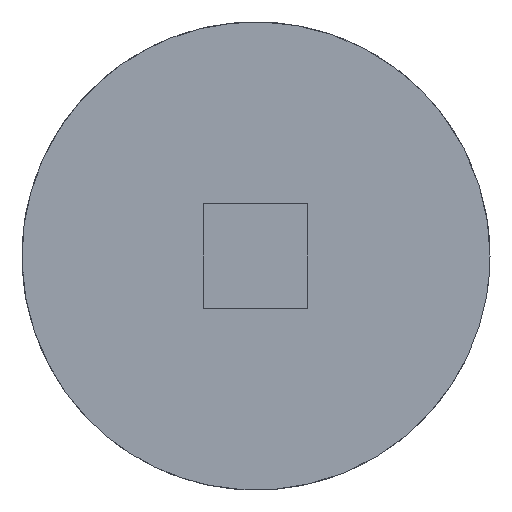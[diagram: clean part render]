
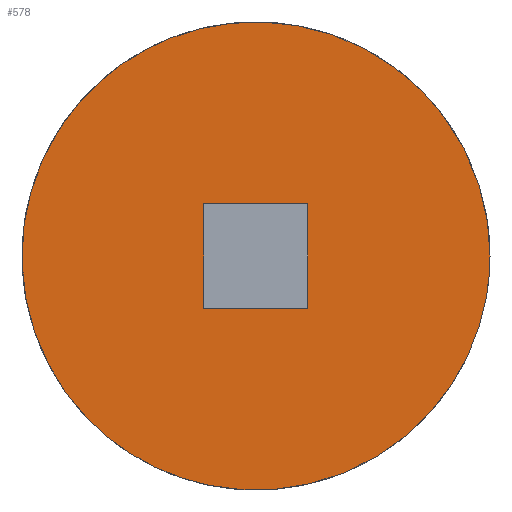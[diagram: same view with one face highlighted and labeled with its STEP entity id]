
A CAD part, front view. The second image highlights one B-rep face of the part: STEP entity #578.
In plain terms, the highlighted free-form (B-spline) face has degree [1, 1] with [2, 2] control points.
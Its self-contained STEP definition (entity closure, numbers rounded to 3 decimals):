
#54=CARTESIAN_POINT('V15',(3.915,61.803,
   -4.205));
#55=VERTEX_POINT('V15',#54);
#56=CARTESIAN_POINT('V16',(3.915,61.803,
   -5.205));
#57=VERTEX_POINT('V16',#56);
#58=CARTESIAN_POINT('E22',(3.915,61.803,
   -4.205));
#59=CARTESIAN_POINT('E22',(3.915,61.803,
   -5.205));
#60=QUASI_UNIFORM_CURVE('E22',1,(#58,#59),.POLYLINE_FORM.,.F.,.U.);
#61=EDGE_CURVE('E22',#55,#57,#60,.T.);
#90=CARTESIAN_POINT('V17',(2.915,61.803,
   -5.205));
#91=VERTEX_POINT('V17',#90);
#92=CARTESIAN_POINT('E23',(3.915,61.803,
   -5.205));
#93=CARTESIAN_POINT('E23',(2.915,61.803,
   -5.205));
#94=QUASI_UNIFORM_CURVE('E23',1,(#92,#93),.POLYLINE_FORM.,.F.,.U.);
#95=EDGE_CURVE('E23',#57,#91,#94,.T.);
#140=CARTESIAN_POINT('V14',(2.915,61.803,
   -4.205));
#141=VERTEX_POINT('V14',#140);
#142=CARTESIAN_POINT('E21',(2.915,61.803,
   -4.205));
#143=CARTESIAN_POINT('E21',(3.915,61.803,
   -4.205));
#144=QUASI_UNIFORM_CURVE('E21',1,(#142,#143),.POLYLINE_FORM.,.F.,.U.
   );
#145=EDGE_CURVE('E21',#141,#55,#144,.T.);
#531=CARTESIAN_POINT('V5',(5.665,61.803,
   -4.705));
#532=VERTEX_POINT('V5',#531);
#540=CARTESIAN_POINT('E10',(5.665,61.803,
   -4.705));
#541=CARTESIAN_POINT('E10',(5.665,61.803,
   -0.807));
#542=CARTESIAN_POINT('E10',(2.29,61.803,
   -2.756));
#543=CARTESIAN_POINT('E10',(-1.085,61.803,
   -4.705));
#544=CARTESIAN_POINT('E10',(2.29,61.803,
   -6.653));
#545=CARTESIAN_POINT('E10',(5.665,61.803,
   -8.602));
#546=CARTESIAN_POINT('E10',(5.665,61.803,
   -4.705));
#554=(BOUNDED_CURVE()B_SPLINE_CURVE(2,(#540,#541,#542,#543,#544,
   #545,#546),.CIRCULAR_ARC.,.T.,.U.)B_SPLINE_CURVE_WITH_KNOTS((3,
   2,2,3),(0.0,3.994,7.988,
   11.982),.UNSPECIFIED.)CURVE()
   GEOMETRIC_REPRESENTATION_ITEM()RATIONAL_B_SPLINE_CURVE((1.0,
   0.5,1.0,0.5,1.0,0.5,1.0)
   )REPRESENTATION_ITEM('E10'));
#555=EDGE_CURVE('E10',#532,#532,#554,.T.);
#560=CARTESIAN_POINT('F10',(0.94,61.803,
   -2.23));
#561=CARTESIAN_POINT('F10',(0.94,61.803,
   -7.18));
#562=CARTESIAN_POINT('F10',(5.89,61.803,
   -2.23));
#563=CARTESIAN_POINT('F10',(5.89,61.803,
   -7.18));
#564=QUASI_UNIFORM_SURFACE('F10',1,1,((#560,#562),(#561,#563)),
   .PLANE_SURF.,.F.,.F.,.U.);
#565=ORIENTED_EDGE('F4',*,*,#555,.T.);
#566=EDGE_LOOP('F10',(#565));
#567=FACE_OUTER_BOUND('F10',#566,.T.);
#568=ORIENTED_EDGE('E21',*,*,#145,.T.);
#569=ORIENTED_EDGE('E22',*,*,#61,.T.);
#570=ORIENTED_EDGE('E23',*,*,#95,.T.);
#571=CARTESIAN_POINT('E24',(2.915,61.803,
   -5.205));
#572=CARTESIAN_POINT('E24',(2.915,61.803,
   -4.205));
#573=QUASI_UNIFORM_CURVE('E24',1,(#571,#572),.POLYLINE_FORM.,.F.,.U.
   );
#574=EDGE_CURVE('E24',#91,#141,#573,.T.);
#575=ORIENTED_EDGE('E24',*,*,#574,.T.);
#576=EDGE_LOOP('F10',(#568,#569,#570,#575));
#577=FACE_BOUND('F10',#576,.T.);
#578=ADVANCED_FACE('F10',(#567,#577),#564,.T.);
